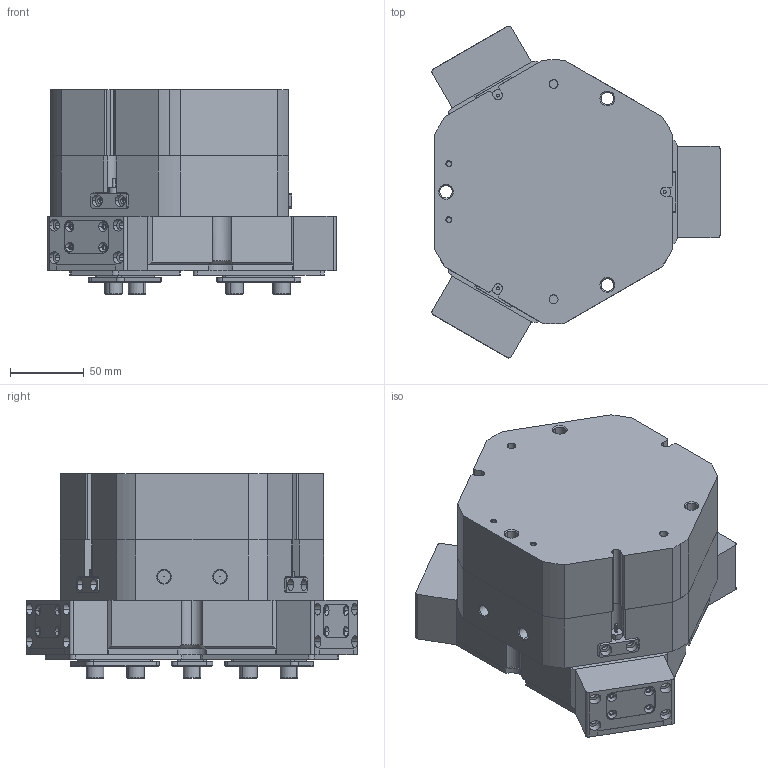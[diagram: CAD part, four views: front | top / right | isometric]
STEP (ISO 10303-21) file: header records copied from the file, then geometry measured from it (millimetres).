
FILE_DESCRIPTION (( 'STEP AP203' ), '1' );
FILE_NAME ('TZ125-179-P-NC.STEP', '2024-12-03T09:04:38', ( 'USER-' ), ( 'Microsoft' ), 'SwSTEP 2.0', 'SolidWorks 2018', '' );
FILE_SCHEMA (( 'CONFIG_CONTROL_DESIGN' ));
Length unit declared in the file: millimetre
Products named in the file (31): TZ125-179杅耀.sldasm-Part-19; TZ125-179-P杅耀.sldasm-Part-38; TZ125-179-P杅耀.sldasm-Part-21; TZ125-179-N-27K-晊扥极; TZ125-179-P杅耀.sldasm-Part-8; TZ125-179杅耀.sldasm-Part-30; TZ125-179-P杅耀.sldasm-Part-28; TZ125-179-P杅耀.sldasm-Part-35; TZ125-179-P杅耀.sldasm-Part-27; 35x18-R3; TZ125-179杅耀.sldasm-Part-22; TZ125-179-P-NC; TZ125-179-P杅耀.sldasm-Part-1; 揤輸杅耀.sldasm-Part-9; TZ125-179杅耀.sldasm-Part-32; TZ125-179-P杅耀.sldasm-Part-20; TZ125-179-P杅耀.sldasm-Part-30; TZ125-179-P; TZ125-179-P杅耀.sldasm-Part-39; TZ125-179-C43杅耀; TZ125-179-P杅耀.sldasm-Part-33; TZ125-179杅耀.sldasm-Part-9; TZ125-179-P杅耀.sldasm-Part-4; TZ125-179-P杅耀.sldasm-Part-22; TZ125-179-P杅耀.sldasm-Part-34; TZ125-179-P杅耀.sldasm-Part-10; TZ125-179-P杅耀.sldasm-Part-6; 埴翐芛_GB_FASTENER_SCREWS_HSHCS M2X8-N; TZ125-179杅耀.sldasm-Part-21; 揤輸蚾饜极; TZ125-179-P杅耀.sldasm-Part-19
Assembly tree (39 placements, depth 5):
  TZ125-179-P-NC
    TZ125-179-P
      TZ125-179-P杅耀.sldasm-Part-1
      TZ125-179-P杅耀.sldasm-Part-4
      TZ125-179-P杅耀.sldasm-Part-6
      TZ125-179-P杅耀.sldasm-Part-8
      TZ125-179-P杅耀.sldasm-Part-10
      TZ125-179-P杅耀.sldasm-Part-19
      TZ125-179-P杅耀.sldasm-Part-20
      TZ125-179-P杅耀.sldasm-Part-21
      TZ125-179-P杅耀.sldasm-Part-22
      TZ125-179-P杅耀.sldasm-Part-27
      TZ125-179-P杅耀.sldasm-Part-28
      TZ125-179-P杅耀.sldasm-Part-30  x3
      TZ125-179-P杅耀.sldasm-Part-33
      TZ125-179-P杅耀.sldasm-Part-34
      TZ125-179-P杅耀.sldasm-Part-35
      TZ125-179-P杅耀.sldasm-Part-38
      TZ125-179-P杅耀.sldasm-Part-39
      TZ125-179-C43杅耀
        TZ125-179杅耀.sldasm-Part-9  x2
        TZ125-179杅耀.sldasm-Part-19
        TZ125-179杅耀.sldasm-Part-21
        TZ125-179杅耀.sldasm-Part-22
        TZ125-179杅耀.sldasm-Part-30  x2
        TZ125-179杅耀.sldasm-Part-32  x3
        35x18-R3
        揤輸蚾饜极  x3
          揤輸杅耀.sldasm-Part-9
          埴翐芛_GB_FASTENER_SCREWS_HSHCS M2X8-N
    TZ125-179-N-27K-晊扥极
Bounding box: 195.59 x 225.19 x 139 mm (x, y, z)
Volume: 2774157.1 mm3; surface area: 374868.5 mm2
Topology: 40 solids, 62 shells, 2192 faces, 5549 edges, 3505 vertices
Faces by surface type: plane 955, cylinder 709, cone 361, bspline 155, torus 12
Entity records: 64828 total; most frequent: CARTESIAN_POINT 16181, DIRECTION 9333, ORIENTED_EDGE 9304, EDGE_CURVE 4652, AXIS2_PLACEMENT_3D 3278, VERTEX_POINT 2998, VECTOR 2777, LINE 2777
